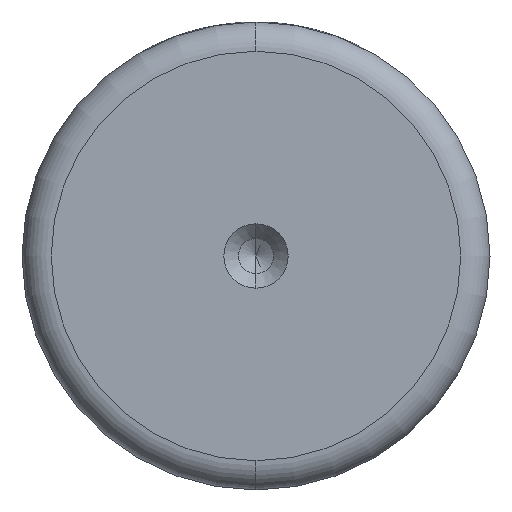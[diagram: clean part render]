
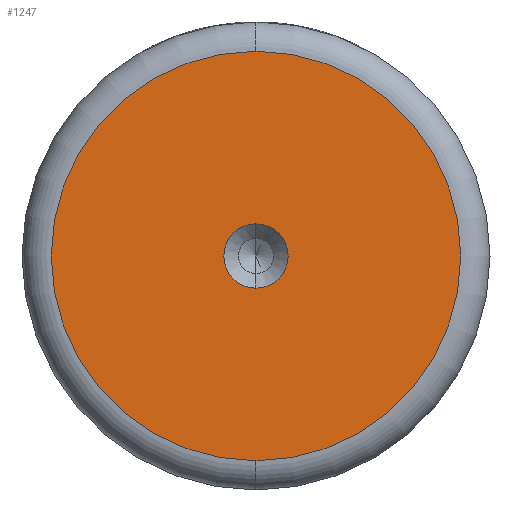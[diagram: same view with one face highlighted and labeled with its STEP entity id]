
A CAD part, left-side view. The second image highlights one B-rep face of the part: STEP entity #1247.
In plain terms, the highlighted planar face has unit normal (-1, 0, 0).
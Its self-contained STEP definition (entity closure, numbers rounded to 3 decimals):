
#29 = DIRECTION ( 'NONE',  ( -1., 0., 0. ) ) ;
#30 = FACE_OUTER_BOUND ( 'NONE', #1366, .T. ) ;
#99 = CIRCLE ( 'NONE', #995, 3.3 ) ;
#142 = DIRECTION ( 'NONE',  ( -1., 0., 0. ) ) ;
#164 = CARTESIAN_POINT ( 'NONE',  ( 0., 0., 0. ) ) ;
#166 = CARTESIAN_POINT ( 'NONE',  ( 0., 0., 21. ) ) ;
#247 = ORIENTED_EDGE ( 'NONE', *, *, #1287, .T. ) ;
#259 = EDGE_CURVE ( 'NONE', #721, #874, #99, .T. ) ;
#298 = DIRECTION ( 'NONE',  ( 0., 0., 1. ) ) ;
#314 = CARTESIAN_POINT ( 'NONE',  ( 0., 0., 3.3 ) ) ;
#347 = CARTESIAN_POINT ( 'NONE',  ( 0., 0., 0. ) ) ;
#416 = CARTESIAN_POINT ( 'NONE',  ( 0., 0., -21. ) ) ;
#442 = AXIS2_PLACEMENT_3D ( 'NONE', #164, #959, #298 ) ;
#448 = PLANE ( 'NONE',  #473 ) ;
#473 = AXIS2_PLACEMENT_3D ( 'NONE', #347, #563, #1337 ) ;
#534 = DIRECTION ( 'NONE',  ( -1., 0., 0. ) ) ;
#550 = EDGE_CURVE ( 'NONE', #874, #721, #907, .T. ) ;
#563 = DIRECTION ( 'NONE',  ( -1., 0., 0. ) ) ;
#682 = ORIENTED_EDGE ( 'NONE', *, *, #550, .F. ) ;
#689 = AXIS2_PLACEMENT_3D ( 'NONE', #825, #142, #939 ) ;
#695 = CIRCLE ( 'NONE', #442, 21. ) ;
#721 = VERTEX_POINT ( 'NONE', #1340 ) ;
#722 = CARTESIAN_POINT ( 'NONE',  ( 0., 0., 0. ) ) ;
#825 = CARTESIAN_POINT ( 'NONE',  ( 0., 0., 0. ) ) ;
#828 = AXIS2_PLACEMENT_3D ( 'NONE', #1193, #534, #1310 ) ;
#835 = DIRECTION ( 'NONE',  ( 0., 0., 1. ) ) ;
#837 = EDGE_CURVE ( 'NONE', #1466, #1426, #695, .T. ) ;
#871 = ORIENTED_EDGE ( 'NONE', *, *, #837, .T. ) ;
#874 = VERTEX_POINT ( 'NONE', #314 ) ;
#907 = CIRCLE ( 'NONE', #828, 3.3 ) ;
#939 = DIRECTION ( 'NONE',  ( 0., 0., 1. ) ) ;
#959 = DIRECTION ( 'NONE',  ( -1., 0., 0. ) ) ;
#995 = AXIS2_PLACEMENT_3D ( 'NONE', #722, #29, #835 ) ;
#1016 = ORIENTED_EDGE ( 'NONE', *, *, #259, .F. ) ;
#1171 = CIRCLE ( 'NONE', #689, 21. ) ;
#1193 = CARTESIAN_POINT ( 'NONE',  ( 0., 0., 0. ) ) ;
#1247 = ADVANCED_FACE ( 'NONE', ( #1274, #30 ), #448, .T. ) ;
#1274 = FACE_BOUND ( 'NONE', #1457, .T. ) ;
#1287 = EDGE_CURVE ( 'NONE', #1426, #1466, #1171, .T. ) ;
#1310 = DIRECTION ( 'NONE',  ( 0., 0., 1. ) ) ;
#1337 = DIRECTION ( 'NONE',  ( 0., 0., 1. ) ) ;
#1340 = CARTESIAN_POINT ( 'NONE',  ( 0., 0., -3.3 ) ) ;
#1366 = EDGE_LOOP ( 'NONE', ( #247, #871 ) ) ;
#1426 = VERTEX_POINT ( 'NONE', #166 ) ;
#1457 = EDGE_LOOP ( 'NONE', ( #682, #1016 ) ) ;
#1466 = VERTEX_POINT ( 'NONE', #416 ) ;
